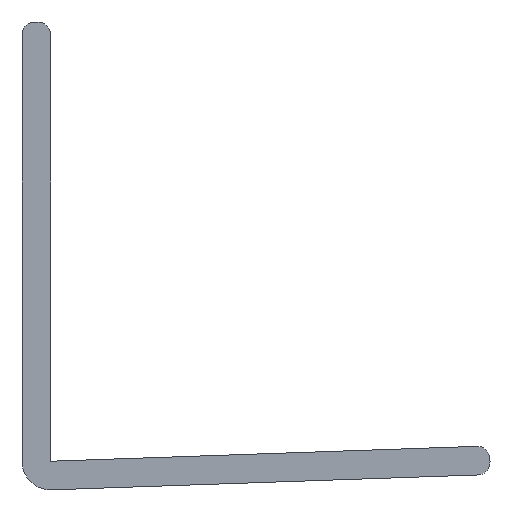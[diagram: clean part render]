
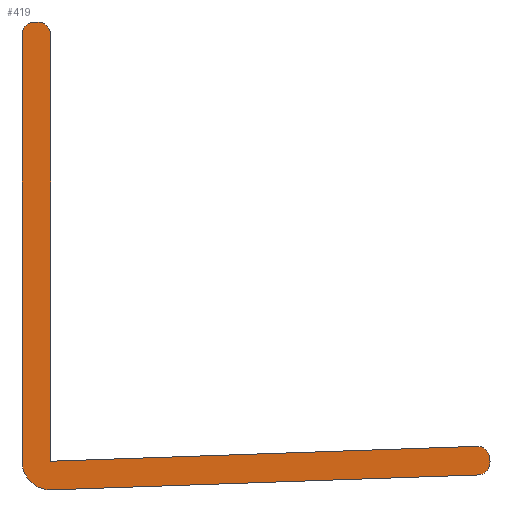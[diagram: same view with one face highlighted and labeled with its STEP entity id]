
A CAD part, front view. The second image highlights one B-rep face of the part: STEP entity #419.
In plain terms, the highlighted planar face has unit normal (0, -1, 0).
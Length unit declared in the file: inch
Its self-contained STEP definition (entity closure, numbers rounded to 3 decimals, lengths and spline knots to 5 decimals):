
#41=CARTESIAN_POINT('',(-0.00157,0.0,0.71497));
#42=VERTEX_POINT('',#41);
#49=CARTESIAN_POINT('',(-0.00157,0.0,0.04497));
#50=VERTEX_POINT('',#49);
#51=CARTESIAN_POINT('',(-0.00157,0.0,0.04497));
#52=DIRECTION('',(0.0,0.0,1.0));
#53=VECTOR('',#52,1.0);
#54=LINE('',#51,#53);
#55=EDGE_CURVE('',#50,#42,#54,.T.);
#80=CARTESIAN_POINT('',(-0.02157,0.0,0.73497));
#81=VERTEX_POINT('',#80);
#88=CARTESIAN_POINT('',(-0.02157,0.0,0.71497));
#89=DIRECTION('',(0.0,1.0,-0.0));
#90=DIRECTION('',(0.0,0.0,1.0));
#91=AXIS2_PLACEMENT_3D('',#88,#89,#90);
#92=CIRCLE('',#91,0.02);
#93=EDGE_CURVE('',#81,#42,#92,.T.);
#112=CARTESIAN_POINT('',(-0.02657,0.0,0.73497));
#113=VERTEX_POINT('',#112);
#120=CARTESIAN_POINT('',(-0.02657,0.0,0.73497));
#121=DIRECTION('',(1.0,0.0,0.0));
#122=VECTOR('',#121,1.0);
#123=LINE('',#120,#122);
#124=EDGE_CURVE('',#113,#81,#123,.T.);
#144=CARTESIAN_POINT('',(-0.04657,0.0,0.71497));
#145=VERTEX_POINT('',#144);
#152=CARTESIAN_POINT('',(-0.02657,0.0,0.71497));
#153=DIRECTION('',(0.0,1.0,-0.0));
#154=DIRECTION('',(0.0,0.0,1.0));
#155=AXIS2_PLACEMENT_3D('',#152,#153,#154);
#156=CIRCLE('',#155,0.02);
#157=EDGE_CURVE('',#145,#113,#156,.T.);
#176=CARTESIAN_POINT('',(-0.04657,0.0,0.04497));
#177=VERTEX_POINT('',#176);
#184=CARTESIAN_POINT('',(-0.04657,0.0,0.04497));
#185=DIRECTION('',(0.0,0.0,1.0));
#186=VECTOR('',#185,1.0);
#187=LINE('',#184,#186);
#188=EDGE_CURVE('',#177,#145,#187,.T.);
#208=CARTESIAN_POINT('',(-0.0,0.0,0.0));
#209=VERTEX_POINT('',#208);
#216=CARTESIAN_POINT('',(-0.00157,0.0,0.04497));
#217=DIRECTION('',(0.0,-1.0,0.0));
#218=DIRECTION('',(1.0,0.0,0.0));
#219=AXIS2_PLACEMENT_3D('',#216,#217,#218);
#220=CIRCLE('',#219,0.045);
#221=EDGE_CURVE('',#177,#209,#220,.T.);
#240=CARTESIAN_POINT('',(0.66959,0.0,0.02338));
#241=VERTEX_POINT('',#240);
#248=CARTESIAN_POINT('',(0.0,0.0,0.0));
#249=DIRECTION('',(0.999,0.0,0.035));
#250=VECTOR('',#249,1.0);
#251=LINE('',#248,#250);
#252=EDGE_CURVE('',#209,#241,#251,.T.);
#272=CARTESIAN_POINT('',(0.68888,0.0,0.04407));
#273=VERTEX_POINT('',#272);
#280=CARTESIAN_POINT('',(0.66889,0.0,0.04337));
#281=DIRECTION('',(0.0,1.0,-0.0));
#282=DIRECTION('',(-0.035,0.0,0.999));
#283=AXIS2_PLACEMENT_3D('',#280,#281,#282);
#284=CIRCLE('',#283,0.02);
#285=EDGE_CURVE('',#273,#241,#284,.T.);
#304=CARTESIAN_POINT('',(0.68871,0.0,0.04907));
#305=VERTEX_POINT('',#304);
#312=CARTESIAN_POINT('',(0.68888,0.0,0.04407));
#313=DIRECTION('',(-0.035,0.0,0.999));
#314=VECTOR('',#313,1.0);
#315=LINE('',#312,#314);
#316=EDGE_CURVE('',#273,#305,#315,.T.);
#336=CARTESIAN_POINT('',(0.66802,0.0,0.06836));
#337=VERTEX_POINT('',#336);
#344=CARTESIAN_POINT('',(0.66872,0.0,0.04837));
#345=DIRECTION('',(0.0,-1.0,0.0));
#346=DIRECTION('',(0.999,0.0,0.035));
#347=AXIS2_PLACEMENT_3D('',#344,#345,#346);
#348=CIRCLE('',#347,0.02);
#349=EDGE_CURVE('',#305,#337,#348,.T.);
#367=CARTESIAN_POINT('',(-0.00157,0.0,0.04497));
#368=DIRECTION('',(0.999,0.0,0.035));
#369=VECTOR('',#368,1.0);
#370=LINE('',#367,#369);
#371=EDGE_CURVE('',#50,#337,#370,.T.);
#401=ORIENTED_EDGE('',*,*,#371,.F.);
#402=ORIENTED_EDGE('',*,*,#55,.T.);
#403=ORIENTED_EDGE('',*,*,#93,.F.);
#404=ORIENTED_EDGE('',*,*,#124,.F.);
#405=ORIENTED_EDGE('',*,*,#157,.F.);
#406=ORIENTED_EDGE('',*,*,#188,.F.);
#407=ORIENTED_EDGE('',*,*,#221,.T.);
#408=ORIENTED_EDGE('',*,*,#252,.T.);
#409=ORIENTED_EDGE('',*,*,#285,.F.);
#410=ORIENTED_EDGE('',*,*,#316,.T.);
#411=ORIENTED_EDGE('',*,*,#349,.T.);
#412=EDGE_LOOP('',(#401,#402,#403,#404,#405,#406,#407,#408,#409,#410,#411));
#413=FACE_OUTER_BOUND('',#412,.T.);
#414=CARTESIAN_POINT('',(0.20756,0.0,0.05228));
#415=DIRECTION('',(0.0,-1.0,0.0));
#416=DIRECTION('',(1.0,0.0,0.0));
#417=AXIS2_PLACEMENT_3D('',#414,#415,#416);
#418=PLANE('',#417);
#419=ADVANCED_FACE('',(#413),#418,.T.);
